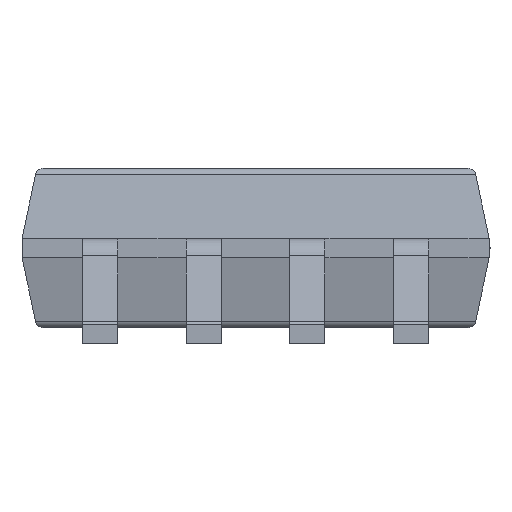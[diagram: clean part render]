
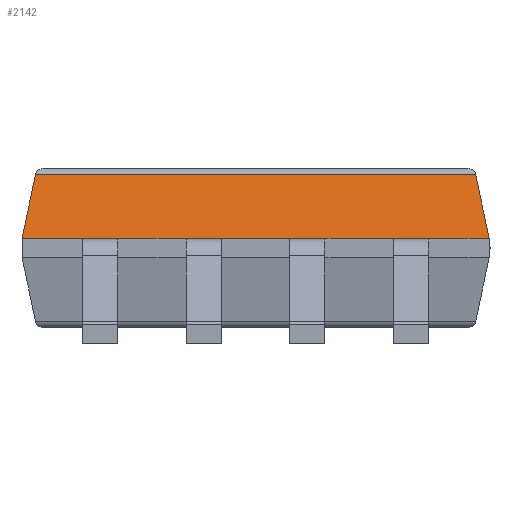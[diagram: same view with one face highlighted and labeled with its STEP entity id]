
A CAD part, left-side view. The second image highlights one B-rep face of the part: STEP entity #2142.
In plain terms, the highlighted planar face has unit normal (-0.978, 0, 0.208).
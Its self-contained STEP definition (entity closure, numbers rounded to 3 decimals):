
#2142=ADVANCED_FACE('',(#4870),#4872,.T.);
#4870=FACE_BOUND('',#4871,.T.);
#4871=EDGE_LOOP('',(#7540,#7541,#7542,#7543,#7544,#7545,#7546,#7547,#7548,#7549,
#7550,#7551));
#4872=PLANE('',#4873);
#4873=AXIS2_PLACEMENT_3D('',#4874,#4875,#4876);
#4874=CARTESIAN_POINT('',(0.,3.997,0.66));
#4875=DIRECTION('',(-0.978,0.,0.208));
#4876=DIRECTION('',(0.,-1.,0.));
#7540=ORIENTED_EDGE('',*,*,#8892,.F.);
#7541=ORIENTED_EDGE('',*,*,#8900,.F.);
#7542=ORIENTED_EDGE('',*,*,#8901,.T.);
#7543=ORIENTED_EDGE('',*,*,#8902,.F.);
#7544=ORIENTED_EDGE('',*,*,#8903,.T.);
#7545=ORIENTED_EDGE('',*,*,#8904,.F.);
#7546=ORIENTED_EDGE('',*,*,#8905,.T.);
#7547=ORIENTED_EDGE('',*,*,#8906,.F.);
#7548=ORIENTED_EDGE('',*,*,#8907,.T.);
#7549=ORIENTED_EDGE('',*,*,#8908,.F.);
#7550=ORIENTED_EDGE('',*,*,#8909,.T.);
#7551=ORIENTED_EDGE('',*,*,#8910,.T.);
#8892=EDGE_CURVE('',#10336,#10339,#10340,.T.);
#8900=EDGE_CURVE('',#10350,#10336,#10352,.T.);
#8901=EDGE_CURVE('',#10350,#10353,#10354,.T.);
#8902=EDGE_CURVE('',#10355,#10353,#10356,.F.);
#8903=EDGE_CURVE('',#10355,#10357,#10358,.T.);
#8904=EDGE_CURVE('',#10359,#10357,#10360,.F.);
#8905=EDGE_CURVE('',#10359,#10361,#10362,.T.);
#8906=EDGE_CURVE('',#10363,#10361,#10364,.F.);
#8907=EDGE_CURVE('',#10363,#10365,#10366,.T.);
#8908=EDGE_CURVE('',#10367,#10365,#10368,.F.);
#8909=EDGE_CURVE('',#10367,#10369,#10370,.T.);
#8910=EDGE_CURVE('',#10369,#10339,#10371,.T.);
#10336=VERTEX_POINT('',#13300);
#10339=VERTEX_POINT('',#13308);
#10340=LINE('',#13309,#13310);
#10350=VERTEX_POINT('',#13336);
#10352=LINE('',#13340,#13341);
#10353=VERTEX_POINT('',#13343);
#10354=LINE('',#13344,#13345);
#10355=VERTEX_POINT('',#13347);
#10356=LINE('',#13348,#13349);
#10357=VERTEX_POINT('',#13351);
#10358=LINE('',#13352,#13353);
#10359=VERTEX_POINT('',#13355);
#10360=LINE('',#13356,#13357);
#10361=VERTEX_POINT('',#13359);
#10362=LINE('',#13360,#13361);
#10363=VERTEX_POINT('',#13363);
#10364=LINE('',#13364,#13365);
#10365=VERTEX_POINT('',#13367);
#10366=LINE('',#13368,#13369);
#10367=VERTEX_POINT('',#13371);
#10368=LINE('',#13372,#13373);
#10369=VERTEX_POINT('',#13375);
#10370=LINE('',#13376,#13377);
#10371=LINE('',#13379,#13380);
#13300=CARTESIAN_POINT('',(0.085,2.845,1.06));
#13308=CARTESIAN_POINT('',(0.085,0.085,1.06));
#13309=CARTESIAN_POINT('',(0.085,2.845,1.06));
#13310=VECTOR('',#13311,1.);
#13311=DIRECTION('',(0.,-1.,0.));
#13336=CARTESIAN_POINT('',(0.,2.93,0.66));
#13340=CARTESIAN_POINT('',(0.,2.93,0.66));
#13341=VECTOR('',#13342,1.);
#13342=DIRECTION('',(0.204,-0.204,0.958));
#13343=CARTESIAN_POINT('',(0.,2.55,0.66));
#13344=CARTESIAN_POINT('',(0.,2.93,0.66));
#13345=VECTOR('',#13346,1.);
#13346=DIRECTION('',(0.,-1.,0.));
#13347=CARTESIAN_POINT('',(0.,2.33,0.66));
#13348=CARTESIAN_POINT('',(0.,2.55,0.66));
#13349=VECTOR('',#13350,1.);
#13350=DIRECTION('',(0.,-1.,0.));
#13351=CARTESIAN_POINT('',(0.,1.9,0.66));
#13352=CARTESIAN_POINT('',(0.,2.33,0.66));
#13353=VECTOR('',#13354,1.);
#13354=DIRECTION('',(0.,-1.,0.));
#13355=CARTESIAN_POINT('',(0.,1.68,0.66));
#13356=CARTESIAN_POINT('',(0.,1.9,0.66));
#13357=VECTOR('',#13358,1.);
#13358=DIRECTION('',(0.,-1.,0.));
#13359=CARTESIAN_POINT('',(0.,1.25,0.66));
#13360=CARTESIAN_POINT('',(0.,1.68,0.66));
#13361=VECTOR('',#13362,1.);
#13362=DIRECTION('',(0.,-1.,0.));
#13363=CARTESIAN_POINT('',(0.,1.03,0.66));
#13364=CARTESIAN_POINT('',(0.,1.25,0.66));
#13365=VECTOR('',#13366,1.);
#13366=DIRECTION('',(0.,-1.,0.));
#13367=CARTESIAN_POINT('',(0.,0.6,0.66));
#13368=CARTESIAN_POINT('',(0.,1.03,0.66));
#13369=VECTOR('',#13370,1.);
#13370=DIRECTION('',(0.,-1.,0.));
#13371=CARTESIAN_POINT('',(0.,0.38,0.66));
#13372=CARTESIAN_POINT('',(0.,0.6,0.66));
#13373=VECTOR('',#13374,1.);
#13374=DIRECTION('',(0.,-1.,0.));
#13375=CARTESIAN_POINT('',(0.,0.,0.66));
#13376=CARTESIAN_POINT('',(0.,0.38,0.66));
#13377=VECTOR('',#13378,1.);
#13378=DIRECTION('',(0.,-1.,0.));
#13379=CARTESIAN_POINT('',(0.,0.,0.66));
#13380=VECTOR('',#13381,1.);
#13381=DIRECTION('',(0.204,0.204,0.958));
